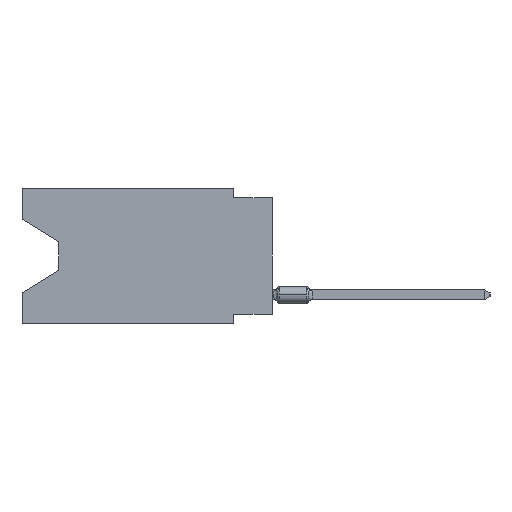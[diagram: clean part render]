
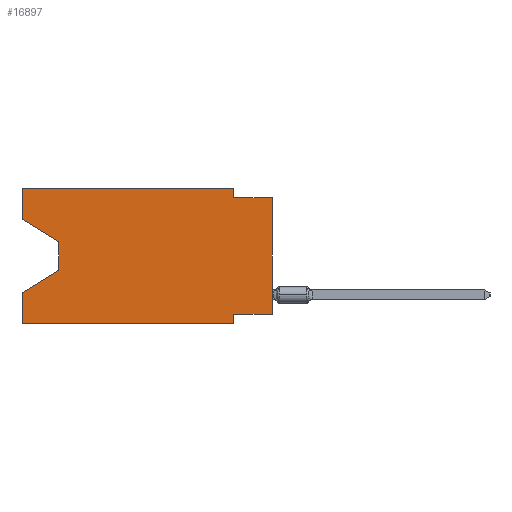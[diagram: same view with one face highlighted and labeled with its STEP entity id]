
A CAD part, left-side view. The second image highlights one B-rep face of the part: STEP entity #16897.
In plain terms, the highlighted planar face has unit normal (-1, 0, 0).
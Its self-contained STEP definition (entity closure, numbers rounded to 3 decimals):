
#209 = VECTOR ( 'NONE', #45898, 1000. ) ;
#503 = DIRECTION ( 'NONE',  ( 0., -1., 0. ) ) ;
#1627 = LINE ( 'NONE', #44602, #2480 ) ;
#2064 = CARTESIAN_POINT ( 'NONE',  ( 0., 0., -8.255 ) ) ;
#2154 = ORIENTED_EDGE ( 'NONE', *, *, #29550, .F. ) ;
#2480 = VECTOR ( 'NONE', #6445, 1000. ) ;
#3273 = CARTESIAN_POINT ( 'NONE',  ( 0., 16.383, -2.038 ) ) ;
#3503 = VERTEX_POINT ( 'NONE', #36574 ) ;
#3577 = CARTESIAN_POINT ( 'NONE',  ( 0., 0., -0.635 ) ) ;
#3834 = CARTESIAN_POINT ( 'NONE',  ( 0., 2.54, -8.255 ) ) ;
#3936 = LINE ( 'NONE', #14698, #209 ) ;
#4035 = CARTESIAN_POINT ( 'NONE',  ( 0., 2.54, 0. ) ) ;
#4285 = EDGE_CURVE ( 'NONE', #6654, #34428, #38743, .T. ) ;
#4772 = ORIENTED_EDGE ( 'NONE', *, *, #23816, .F. ) ;
#5360 = LINE ( 'NONE', #20992, #11847 ) ;
#6336 = ORIENTED_EDGE ( 'NONE', *, *, #23004, .F. ) ;
#6445 = DIRECTION ( 'NONE',  ( 0., 0., -1. ) ) ;
#6654 = VERTEX_POINT ( 'NONE', #30560 ) ;
#7046 = LINE ( 'NONE', #22933, #15593 ) ;
#7778 = LINE ( 'NONE', #49573, #8140 ) ;
#8140 = VECTOR ( 'NONE', #39006, 1000. ) ;
#8449 = ORIENTED_EDGE ( 'NONE', *, *, #26679, .T. ) ;
#9002 = LINE ( 'NONE', #43798, #9293 ) ;
#9293 = VECTOR ( 'NONE', #12080, 1000. ) ;
#9429 = LINE ( 'NONE', #21952, #45349 ) ;
#11122 = ORIENTED_EDGE ( 'NONE', *, *, #4285, .F. ) ;
#11347 = FACE_OUTER_BOUND ( 'NONE', #42998, .T. ) ;
#11728 = VERTEX_POINT ( 'NONE', #4035 ) ;
#11847 = VECTOR ( 'NONE', #21481, 1000. ) ;
#11859 = DIRECTION ( 'NONE',  ( 1., 0., 0. ) ) ;
#11978 = LINE ( 'NONE', #3273, #31539 ) ;
#12080 = DIRECTION ( 'NONE',  ( 0., 0., 1. ) ) ;
#12631 = CARTESIAN_POINT ( 'NONE',  ( 0., 0., -0.635 ) ) ;
#13589 = EDGE_CURVE ( 'NONE', #33999, #37631, #7046, .T. ) ;
#14554 = ORIENTED_EDGE ( 'NONE', *, *, #47572, .T. ) ;
#14698 = CARTESIAN_POINT ( 'NONE',  ( 0., 2.54, -8.89 ) ) ;
#15193 = CARTESIAN_POINT ( 'NONE',  ( 0., 13.97, -5.385 ) ) ;
#15383 = CARTESIAN_POINT ( 'NONE',  ( 0., 16.383, 0. ) ) ;
#15593 = VECTOR ( 'NONE', #30847, 1000. ) ;
#16897 = ADVANCED_FACE ( 'NONE', ( #11347 ), #26960, .F. ) ;
#16962 = DIRECTION ( 'NONE',  ( 0., 1., 0. ) ) ;
#17521 = ORIENTED_EDGE ( 'NONE', *, *, #19803, .T. ) ;
#18689 = VERTEX_POINT ( 'NONE', #2064 ) ;
#19803 = EDGE_CURVE ( 'NONE', #18689, #46679, #9002, .T. ) ;
#20367 = EDGE_CURVE ( 'NONE', #34428, #11728, #5360, .T. ) ;
#20992 = CARTESIAN_POINT ( 'NONE',  ( 0., 16.383, 0. ) ) ;
#21107 = VERTEX_POINT ( 'NONE', #43355 ) ;
#21481 = DIRECTION ( 'NONE',  ( 0., -1., 0. ) ) ;
#21952 = CARTESIAN_POINT ( 'NONE',  ( 0., 13.97, -3.505 ) ) ;
#22933 = CARTESIAN_POINT ( 'NONE',  ( 0., 13.97, -5.385 ) ) ;
#23004 = EDGE_CURVE ( 'NONE', #28102, #46679, #35572, .T. ) ;
#23816 = EDGE_CURVE ( 'NONE', #18689, #38119, #37402, .T. ) ;
#26679 = EDGE_CURVE ( 'NONE', #34540, #3503, #7778, .T. ) ;
#26845 = CARTESIAN_POINT ( 'NONE',  ( 0., 16.383, 0. ) ) ;
#26960 = PLANE ( 'NONE',  #39255 ) ;
#27586 = DIRECTION ( 'NONE',  ( 0., -0.855, -0.519 ) ) ;
#28102 = VERTEX_POINT ( 'NONE', #49021 ) ;
#29550 = EDGE_CURVE ( 'NONE', #11728, #28102, #1627, .T. ) ;
#30560 = CARTESIAN_POINT ( 'NONE',  ( 0., 16.383, -2.038 ) ) ;
#30750 = LINE ( 'NONE', #15383, #46200 ) ;
#30820 = DIRECTION ( 'NONE',  ( 0., 0., 1. ) ) ;
#30847 = DIRECTION ( 'NONE',  ( 0., 0.855, -0.519 ) ) ;
#31539 = VECTOR ( 'NONE', #27586, 1000. ) ;
#31679 = ORIENTED_EDGE ( 'NONE', *, *, #36458, .F. ) ;
#33323 = CARTESIAN_POINT ( 'NONE',  ( 0., 0., -8.255 ) ) ;
#33999 = VERTEX_POINT ( 'NONE', #15193 ) ;
#34198 = ORIENTED_EDGE ( 'NONE', *, *, #48182, .F. ) ;
#34428 = VERTEX_POINT ( 'NONE', #26845 ) ;
#34540 = VERTEX_POINT ( 'NONE', #35794 ) ;
#34914 = CARTESIAN_POINT ( 'NONE',  ( 0., 16.383, 0. ) ) ;
#35572 = LINE ( 'NONE', #3577, #44611 ) ;
#35794 = CARTESIAN_POINT ( 'NONE',  ( 0., 16.383, -8.89 ) ) ;
#36458 = EDGE_CURVE ( 'NONE', #38119, #3503, #3936, .T. ) ;
#36574 = CARTESIAN_POINT ( 'NONE',  ( 0., 2.54, -8.89 ) ) ;
#36721 = ORIENTED_EDGE ( 'NONE', *, *, #13589, .T. ) ;
#37402 = LINE ( 'NONE', #33323, #47980 ) ;
#37631 = VERTEX_POINT ( 'NONE', #42376 ) ;
#38119 = VERTEX_POINT ( 'NONE', #3834 ) ;
#38743 = LINE ( 'NONE', #34914, #45965 ) ;
#38872 = ORIENTED_EDGE ( 'NONE', *, *, #20367, .F. ) ;
#39006 = DIRECTION ( 'NONE',  ( 0., -1., 0. ) ) ;
#39255 = AXIS2_PLACEMENT_3D ( 'NONE', #42557, #11859, #46640 ) ;
#39742 = EDGE_CURVE ( 'NONE', #6654, #21107, #11978, .T. ) ;
#42376 = CARTESIAN_POINT ( 'NONE',  ( 0., 16.383, -6.852 ) ) ;
#42557 = CARTESIAN_POINT ( 'NONE',  ( 0., 16.383, 0. ) ) ;
#42998 = EDGE_LOOP ( 'NONE', ( #48164, #14554, #36721, #34198, #8449, #31679, #4772, #17521, #6336, #2154, #38872, #11122 ) ) ;
#43355 = CARTESIAN_POINT ( 'NONE',  ( 0., 13.97, -3.505 ) ) ;
#43798 = CARTESIAN_POINT ( 'NONE',  ( 0., 0., 0. ) ) ;
#44602 = CARTESIAN_POINT ( 'NONE',  ( 0., 2.54, 0. ) ) ;
#44611 = VECTOR ( 'NONE', #503, 1000. ) ;
#44719 = DIRECTION ( 'NONE',  ( 0., 0., -1. ) ) ;
#45349 = VECTOR ( 'NONE', #44719, 1000. ) ;
#45898 = DIRECTION ( 'NONE',  ( 0., 0., -1. ) ) ;
#45965 = VECTOR ( 'NONE', #30820, 1000. ) ;
#46200 = VECTOR ( 'NONE', #46335, 1000. ) ;
#46335 = DIRECTION ( 'NONE',  ( 0., 0., 1. ) ) ;
#46640 = DIRECTION ( 'NONE',  ( 0., 0., -1. ) ) ;
#46679 = VERTEX_POINT ( 'NONE', #12631 ) ;
#47572 = EDGE_CURVE ( 'NONE', #21107, #33999, #9429, .T. ) ;
#47980 = VECTOR ( 'NONE', #16962, 1000. ) ;
#48164 = ORIENTED_EDGE ( 'NONE', *, *, #39742, .T. ) ;
#48182 = EDGE_CURVE ( 'NONE', #34540, #37631, #30750, .T. ) ;
#49021 = CARTESIAN_POINT ( 'NONE',  ( 0., 2.54, -0.635 ) ) ;
#49573 = CARTESIAN_POINT ( 'NONE',  ( 0., 16.383, -8.89 ) ) ;
